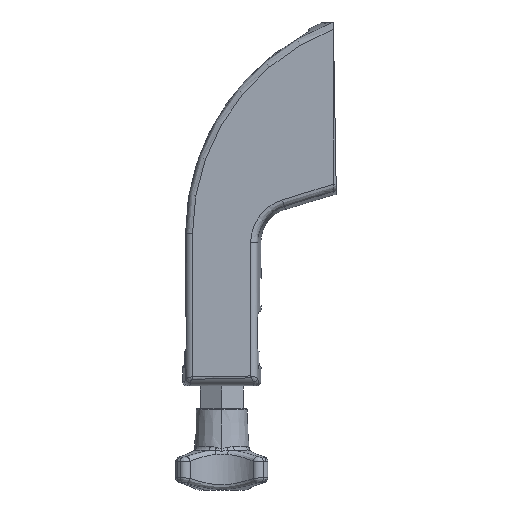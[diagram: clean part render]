
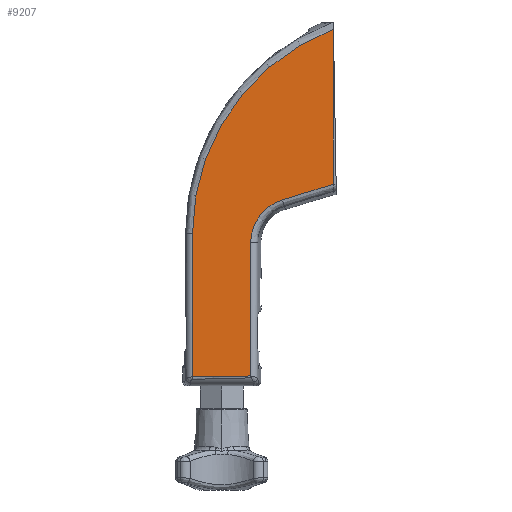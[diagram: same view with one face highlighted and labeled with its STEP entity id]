
A CAD part, left-side view. The second image highlights one B-rep face of the part: STEP entity #9207.
In plain terms, the highlighted planar face has unit normal (-1, 0.009, 0).
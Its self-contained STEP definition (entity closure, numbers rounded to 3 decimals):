
#1727=CARTESIAN_POINT('',(-19.963,61.531,
-155.086));
#1768=CARTESIAN_POINT('',(-20.5,0.,-3.245));
#1786=DIRECTION('',(0.,0.,1.));
#1787=VECTOR('',#1786,67.645);
#1788=CARTESIAN_POINT('',(-20.5,0.,-70.891));
#1789=LINE('',#1788,#1787);
#1790=CARTESIAN_POINT('',(-20.5,0.,-70.891));
#1791=CARTESIAN_POINT('',(-20.478,2.471,
-71.65));
#1792=CARTESIAN_POINT('',(-20.435,7.414,
-73.17));
#1793=CARTESIAN_POINT('',(-20.371,14.828,
-75.449));
#1794=CARTESIAN_POINT('',(-20.327,19.772,
-76.968));
#1795=CARTESIAN_POINT('',(-20.306,22.244,
-77.728));
#1797=CARTESIAN_POINT('',(-20.306,22.244,
-77.728));
#1798=CARTESIAN_POINT('',(-20.301,22.77,
-77.89));
#1799=CARTESIAN_POINT('',(-20.292,23.805,
-78.257));
#1800=CARTESIAN_POINT('',(-20.279,25.319,
-78.941));
#1801=CARTESIAN_POINT('',(-20.266,26.771,
-79.753));
#1802=CARTESIAN_POINT('',(-20.254,28.15,
-80.685));
#1803=CARTESIAN_POINT('',(-20.243,29.443,
-81.73));
#1804=CARTESIAN_POINT('',(-20.233,30.644,
-82.882));
#1805=CARTESIAN_POINT('',(-20.223,31.742,
-84.132));
#1806=CARTESIAN_POINT('',(-20.214,32.731,
-85.47));
#1807=CARTESIAN_POINT('',(-20.207,33.603,
-86.888));
#1808=CARTESIAN_POINT('',(-20.2,34.351,
-88.373));
#1809=CARTESIAN_POINT('',(-20.195,34.97,
-89.917));
#1810=CARTESIAN_POINT('',(-20.191,35.456,
-91.508));
#1811=CARTESIAN_POINT('',(-20.188,35.805,
-93.135));
#1812=CARTESIAN_POINT('',(-20.186,36.014,
-94.782));
#1813=CARTESIAN_POINT('',(-20.185,36.061,
-95.88));
#1814=CARTESIAN_POINT('',(-20.185,36.061,
-96.43));
#1816=DIRECTION('',(0.,0.,-1.));
#1817=VECTOR('',#1816,58.239);
#1818=CARTESIAN_POINT('',(-20.185,36.061,
-96.43));
#1819=LINE('',#1818,#1817);
#1820=CARTESIAN_POINT('',(-19.963,61.531,
-155.086));
#1821=CARTESIAN_POINT('',(-19.989,58.564,
-155.044));
#1822=CARTESIAN_POINT('',(-20.04,52.721,
-154.957));
#1823=CARTESIAN_POINT('',(-20.114,44.23,
-154.819));
#1824=CARTESIAN_POINT('',(-20.162,38.753,
-154.72));
#1825=CARTESIAN_POINT('',(-20.185,36.061,
-154.669));
#1827=DIRECTION('',(0.,0.,-1.));
#1828=VECTOR('',#1827,62.686);
#1829=CARTESIAN_POINT('',(-19.963,61.531,-92.4));
#1830=LINE('',#1829,#1828);
#1831=CARTESIAN_POINT('',(-20.795,-33.819,-92.4));
#1832=DIRECTION('',(-1.,0.009,0.));
#1833=DIRECTION('',(0.003,0.355,0.935));
#1834=AXIS2_PLACEMENT_3D('',#1831,#1832,#1833);
#6335=CARTESIAN_POINT('',(-19.963,61.531,-92.4));
#6336=VERTEX_POINT('',#6335);
#6345=VERTEX_POINT('',#1797);
#6346=VERTEX_POINT('',#1814);
#6403=VERTEX_POINT('',#1727);
#6405=VERTEX_POINT('',#1825);
#6623=VERTEX_POINT('',#1768);
#6625=CARTESIAN_POINT('',(-20.5,0.,-70.891));
#6626=VERTEX_POINT('',#6625);
#9190=CARTESIAN_POINT('',(-20.5,0.,0.));
#9191=DIRECTION('',(-1.,0.009,0.));
#9192=DIRECTION('',(0.009,1.,0.));
#9193=AXIS2_PLACEMENT_3D('',#9190,#9191,#9192);
#9194=PLANE('',#9193);
#9195=ORIENTED_EDGE('',*,*,#9181,.F.);
#9197=ORIENTED_EDGE('',*,*,#9196,.T.);
#9199=ORIENTED_EDGE('',*,*,#9198,.T.);
#9200=ORIENTED_EDGE('',*,*,#7652,.T.);
#9202=ORIENTED_EDGE('',*,*,#9201,.F.);
#9203=ORIENTED_EDGE('',*,*,#9089,.F.);
#9204=ORIENTED_EDGE('',*,*,#9145,.F.);
#9205=EDGE_LOOP('',(#9195,#9197,#9199,#9200,#9202,#9203,#9204));
#9206=FACE_OUTER_BOUND('',#9205,.F.);
#9207=ADVANCED_FACE('',(#9206),#9194,.T.);
#1796=B_SPLINE_CURVE_WITH_KNOTS('',3,(#1790,#1791,#1792,#1793,#1794,#1795),
.UNSPECIFIED.,.F.,.F.,(4,1,1,4),(0.,0.333,0.667,1.),
.UNSPECIFIED.);
#1815=B_SPLINE_CURVE_WITH_KNOTS('',3,(#1797,#1798,#1799,#1800,#1801,#1802,#1803,
#1804,#1805,#1806,#1807,#1808,#1809,#1810,#1811,#1812,#1813,#1814),
.UNSPECIFIED.,.F.,.F.,(4,1,1,1,1,1,1,1,1,1,1,1,1,1,1,4),(0.,0.067,
0.133,0.2,0.267,0.333,0.4,
0.467,0.533,0.6,0.667,0.733,
0.8,0.867,0.933,1.),.UNSPECIFIED.);
#1826=B_SPLINE_CURVE_WITH_KNOTS('',3,(#1820,#1821,#1822,#1823,#1824,#1825),
.UNSPECIFIED.,.F.,.F.,(4,1,1,4),(0.,0.333,0.667,1.),
.UNSPECIFIED.);
#1835=CIRCLE('',#1834,95.354);
#7652=EDGE_CURVE('',#6346,#6405,#1819,.T.);
#9089=EDGE_CURVE('',#6336,#6403,#1830,.T.);
#9145=EDGE_CURVE('',#6623,#6336,#1835,.T.);
#9181=EDGE_CURVE('',#6626,#6623,#1789,.T.);
#9196=EDGE_CURVE('',#6626,#6345,#1796,.T.);
#9198=EDGE_CURVE('',#6345,#6346,#1815,.T.);
#9201=EDGE_CURVE('',#6403,#6405,#1826,.T.);
